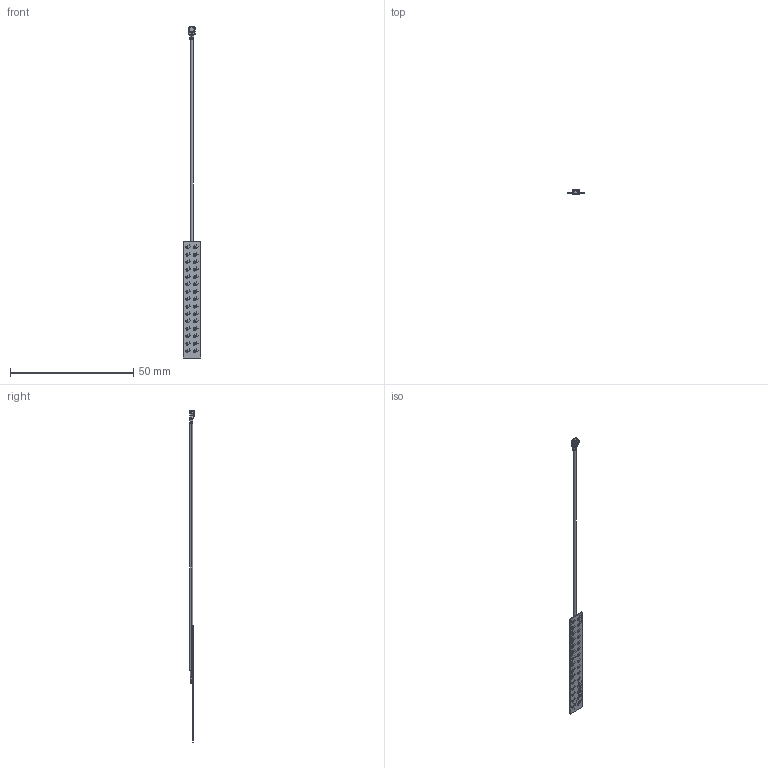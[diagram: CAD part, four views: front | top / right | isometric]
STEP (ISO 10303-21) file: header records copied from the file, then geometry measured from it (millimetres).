
FILE_DESCRIPTION (( 'STEP AP214' ), '1' );
FILE_NAME ('FXP74.07.0100A.STEP', '2019-12-13T05:05:59', ( '' ), ( '' ), 'SwSTEP 2.0', 'SolidWorks 2017', '' );
FILE_SCHEMA (( 'AUTOMOTIVE_DESIGN' ));
Length unit declared in the file: millimetre
Products named in the file (7): Liner; FXP74.07.0100A; Adhesive; FXP74; 1.13 Cable; IPEX 1; NEW LOGO
Assembly tree (6 placements, depth 2):
  FXP74.07.0100A
    1.13 Cable
    FXP74
    Adhesive
    Liner
    IPEX 1
    NEW LOGO
Bounding box: 7 x 2 x 134.45 mm (x, y, z)
Volume: 190.5 mm3; surface area: 2485.3 mm2
Topology: 15 solids, 15 shells, 1839 faces, 5045 edges, 3356 vertices
Faces by surface type: plane 1081, bspline 664, cylinder 94
Entity records: 95879 total; most frequent: CARTESIAN_POINT 45369, ORIENTED_EDGE 10090, DIRECTION 6211, EDGE_CURVE 5045, VECTOR 3487, LINE 3487, VERTEX_POINT 3356, EDGE_LOOP 1969
